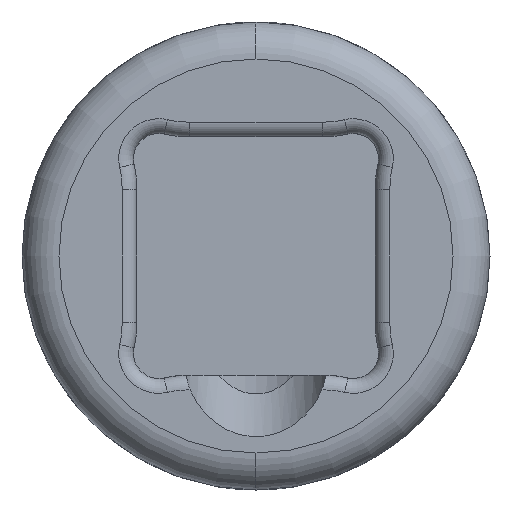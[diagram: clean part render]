
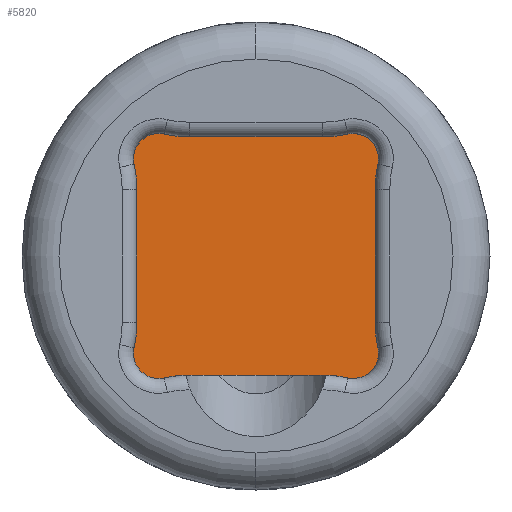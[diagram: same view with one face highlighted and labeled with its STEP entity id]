
A CAD part, left-side view. The second image highlights one B-rep face of the part: STEP entity #5820.
In plain terms, the highlighted planar face has unit normal (-1, 0, 0).
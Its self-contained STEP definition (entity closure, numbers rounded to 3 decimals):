
#2674=DIRECTION('',(0.,-1.,0.));
#2675=VECTOR('',#2674,5.367);
#2676=CARTESIAN_POINT('',(-35.,2.683,4.835));
#2677=LINE('',#2676,#2675);
#3103=DIRECTION('',(0.,1.,0.));
#3104=VECTOR('',#3103,5.367);
#3105=CARTESIAN_POINT('',(-35.,-2.683,-4.835));
#3106=LINE('',#3105,#3104);
#3227=CARTESIAN_POINT('',(-35.,-2.683,-9.635));
#3228=DIRECTION('',(1.,0.,0.));
#3229=DIRECTION('',(0.,0.,1.));
#3230=AXIS2_PLACEMENT_3D('',#3227,#3228,#3229);
#3232=CARTESIAN_POINT('',(-35.,2.683,-9.635));
#3233=DIRECTION('',(1.,0.,0.));
#3234=DIRECTION('',(0.,0.217,0.976));
#3235=AXIS2_PLACEMENT_3D('',#3232,#3233,#3234);
#3237=CARTESIAN_POINT('',(-35.,3.949,-3.949));
#3238=DIRECTION('',(-1.,0.,0.));
#3239=DIRECTION('',(0.,0.707,-0.707));
#3240=AXIS2_PLACEMENT_3D('',#3237,#3238,#3239);
#3242=CARTESIAN_POINT('',(-35.,3.949,-3.949));
#3243=DIRECTION('',(-1.,0.,0.));
#3244=DIRECTION('',(0.,0.976,0.217));
#3245=AXIS2_PLACEMENT_3D('',#3242,#3243,#3244);
#3247=CARTESIAN_POINT('',(-35.,9.635,-2.683));
#3248=DIRECTION('',(1.,0.,0.));
#3249=DIRECTION('',(0.,-1.,0.));
#3250=AXIS2_PLACEMENT_3D('',#3247,#3248,#3249);
#3252=CARTESIAN_POINT('',(-35.,9.635,2.683));
#3253=DIRECTION('',(1.,0.,0.));
#3254=DIRECTION('',(0.,-0.976,0.217));
#3255=AXIS2_PLACEMENT_3D('',#3252,#3253,#3254);
#3257=CARTESIAN_POINT('',(-35.,3.949,3.949));
#3258=DIRECTION('',(-1.,0.,0.));
#3259=DIRECTION('',(0.,0.707,0.707));
#3260=AXIS2_PLACEMENT_3D('',#3257,#3258,#3259);
#3262=CARTESIAN_POINT('',(-35.,3.949,3.949));
#3263=DIRECTION('',(-1.,0.,0.));
#3264=DIRECTION('',(0.,-0.217,0.976));
#3265=AXIS2_PLACEMENT_3D('',#3262,#3263,#3264);
#3267=CARTESIAN_POINT('',(-35.,2.683,9.635));
#3268=DIRECTION('',(1.,0.,0.));
#3269=DIRECTION('',(0.,0.,-1.));
#3270=AXIS2_PLACEMENT_3D('',#3267,#3268,#3269);
#3272=CARTESIAN_POINT('',(-35.,-2.683,9.635));
#3273=DIRECTION('',(1.,0.,0.));
#3274=DIRECTION('',(0.,-0.217,-0.976));
#3275=AXIS2_PLACEMENT_3D('',#3272,#3273,#3274);
#3277=CARTESIAN_POINT('',(-35.,-3.949,3.949));
#3278=DIRECTION('',(-1.,0.,0.));
#3279=DIRECTION('',(0.,-1.,0.));
#3280=AXIS2_PLACEMENT_3D('',#3277,#3278,#3279);
#3282=CARTESIAN_POINT('',(-35.,-3.949,3.949));
#3283=DIRECTION('',(-1.,0.,0.));
#3284=DIRECTION('',(0.,-0.976,-0.217));
#3285=AXIS2_PLACEMENT_3D('',#3282,#3283,#3284);
#3287=CARTESIAN_POINT('',(-35.,-9.635,2.683));
#3288=DIRECTION('',(1.,0.,0.));
#3289=DIRECTION('',(0.,0.994,0.109));
#3290=AXIS2_PLACEMENT_3D('',#3287,#3288,#3289);
#3292=CARTESIAN_POINT('',(-35.,-9.635,2.683));
#3293=DIRECTION('',(1.,0.,0.));
#3294=DIRECTION('',(0.,1.,0.));
#3295=AXIS2_PLACEMENT_3D('',#3292,#3293,#3294);
#3297=CARTESIAN_POINT('',(-35.,-9.635,-2.683));
#3298=DIRECTION('',(1.,0.,0.));
#3299=DIRECTION('',(0.,0.994,-0.109));
#3300=AXIS2_PLACEMENT_3D('',#3297,#3298,#3299);
#3302=CARTESIAN_POINT('',(-35.,-9.635,-2.683));
#3303=DIRECTION('',(1.,0.,0.));
#3304=DIRECTION('',(0.,0.976,-0.217));
#3305=AXIS2_PLACEMENT_3D('',#3302,#3303,#3304);
#3307=CARTESIAN_POINT('',(-35.,-3.949,-3.949));
#3308=DIRECTION('',(-1.,0.,0.));
#3309=DIRECTION('',(0.,-1.,0.));
#3310=AXIS2_PLACEMENT_3D('',#3307,#3308,#3309);
#3312=CARTESIAN_POINT('',(-35.,-3.949,-3.949));
#3313=DIRECTION('',(-1.,0.,0.));
#3314=DIRECTION('',(0.,0.217,-0.976));
#3315=AXIS2_PLACEMENT_3D('',#3312,#3313,#3314);
#3333=DIRECTION('',(0.,0.,-1.));
#3334=VECTOR('',#3333,5.367);
#3335=CARTESIAN_POINT('',(-35.,-4.835,2.683));
#3336=LINE('',#3335,#3334);
#3361=DIRECTION('',(0.,0.,1.));
#3362=VECTOR('',#3361,5.367);
#3363=CARTESIAN_POINT('',(-35.,4.835,-2.683));
#3364=LINE('',#3363,#3362);
#4529=CARTESIAN_POINT('',(-35.,-3.726,-4.95));
#4530=VERTEX_POINT('',#4529);
#4531=CARTESIAN_POINT('',(-35.,-2.683,-4.835));
#4532=VERTEX_POINT('',#4531);
#4535=CARTESIAN_POINT('',(-35.,-4.95,-3.726));
#4536=VERTEX_POINT('',#4535);
#4537=CARTESIAN_POINT('',(-35.,-4.974,-3.949));
#4538=VERTEX_POINT('',#4537);
#4539=CARTESIAN_POINT('',(-35.,-4.835,-2.683));
#4540=VERTEX_POINT('',#4539);
#4541=CARTESIAN_POINT('',(-35.,-4.864,-3.208));
#4542=VERTEX_POINT('',#4541);
#4543=CARTESIAN_POINT('',(-35.,-4.835,2.683));
#4544=VERTEX_POINT('',#4543);
#4545=CARTESIAN_POINT('',(-35.,-4.95,3.726));
#4546=VERTEX_POINT('',#4545);
#4547=CARTESIAN_POINT('',(-35.,-4.864,3.208));
#4548=VERTEX_POINT('',#4547);
#4549=CARTESIAN_POINT('',(-35.,-3.726,4.95));
#4550=VERTEX_POINT('',#4549);
#4551=CARTESIAN_POINT('',(-35.,-4.974,3.949));
#4552=VERTEX_POINT('',#4551);
#4553=CARTESIAN_POINT('',(-35.,-2.683,4.835));
#4554=VERTEX_POINT('',#4553);
#4555=CARTESIAN_POINT('',(-35.,2.683,4.835));
#4556=VERTEX_POINT('',#4555);
#4557=CARTESIAN_POINT('',(-35.,3.726,4.95));
#4558=VERTEX_POINT('',#4557);
#4559=CARTESIAN_POINT('',(-35.,4.95,3.726));
#4560=VERTEX_POINT('',#4559);
#4561=CARTESIAN_POINT('',(-35.,4.674,4.674));
#4562=VERTEX_POINT('',#4561);
#4563=CARTESIAN_POINT('',(-35.,4.835,2.683));
#4564=VERTEX_POINT('',#4563);
#4565=CARTESIAN_POINT('',(-35.,4.835,-2.683));
#4566=VERTEX_POINT('',#4565);
#4567=CARTESIAN_POINT('',(-35.,4.95,-3.726));
#4568=VERTEX_POINT('',#4567);
#4569=CARTESIAN_POINT('',(-35.,3.726,-4.95));
#4570=VERTEX_POINT('',#4569);
#4571=CARTESIAN_POINT('',(-35.,4.674,-4.674));
#4572=VERTEX_POINT('',#4571);
#4574=CARTESIAN_POINT('',(-35.,2.683,-4.835));
#4575=VERTEX_POINT('',#4574);
#5773=CARTESIAN_POINT('',(-35.,0.,-4.835));
#5774=DIRECTION('',(-1.,0.,0.));
#5775=DIRECTION('',(0.,1.,0.));
#5776=AXIS2_PLACEMENT_3D('',#5773,#5774,#5775);
#5777=PLANE('',#5776);
#5779=ORIENTED_EDGE('',*,*,#5778,.F.);
#5780=ORIENTED_EDGE('',*,*,#5557,.T.);
#5781=ORIENTED_EDGE('',*,*,#5582,.F.);
#5783=ORIENTED_EDGE('',*,*,#5782,.F.);
#5785=ORIENTED_EDGE('',*,*,#5784,.F.);
#5787=ORIENTED_EDGE('',*,*,#5786,.F.);
#5789=ORIENTED_EDGE('',*,*,#5788,.T.);
#5791=ORIENTED_EDGE('',*,*,#5790,.F.);
#5793=ORIENTED_EDGE('',*,*,#5792,.F.);
#5795=ORIENTED_EDGE('',*,*,#5794,.F.);
#5796=ORIENTED_EDGE('',*,*,#5759,.F.);
#5797=ORIENTED_EDGE('',*,*,#5106,.T.);
#5799=ORIENTED_EDGE('',*,*,#5798,.F.);
#5801=ORIENTED_EDGE('',*,*,#5800,.F.);
#5803=ORIENTED_EDGE('',*,*,#5802,.F.);
#5805=ORIENTED_EDGE('',*,*,#5804,.F.);
#5807=ORIENTED_EDGE('',*,*,#5806,.F.);
#5809=ORIENTED_EDGE('',*,*,#5808,.T.);
#5811=ORIENTED_EDGE('',*,*,#5810,.F.);
#5813=ORIENTED_EDGE('',*,*,#5812,.F.);
#5815=ORIENTED_EDGE('',*,*,#5814,.F.);
#5817=ORIENTED_EDGE('',*,*,#5816,.F.);
#5818=EDGE_LOOP('',(#5779,#5780,#5781,#5783,#5785,#5787,#5789,#5791,#5793,#5795,
#5796,#5797,#5799,#5801,#5803,#5805,#5807,#5809,#5811,#5813,#5815,#5817));
#5819=FACE_OUTER_BOUND('',#5818,.F.);
#5820=ADVANCED_FACE('',(#5819),#5777,.T.);
#3231=CIRCLE('',#3230,4.8);
#3236=CIRCLE('',#3235,4.8);
#3241=CIRCLE('',#3240,1.025);
#3246=CIRCLE('',#3245,1.025);
#3251=CIRCLE('',#3250,4.8);
#3256=CIRCLE('',#3255,4.8);
#3261=CIRCLE('',#3260,1.025);
#3266=CIRCLE('',#3265,1.025);
#3271=CIRCLE('',#3270,4.8);
#3276=CIRCLE('',#3275,4.8);
#3281=CIRCLE('',#3280,1.025);
#3286=CIRCLE('',#3285,1.025);
#3291=CIRCLE('',#3290,4.8);
#3296=CIRCLE('',#3295,4.8);
#3301=CIRCLE('',#3300,4.8);
#3306=CIRCLE('',#3305,4.8);
#3311=CIRCLE('',#3310,1.025);
#3316=CIRCLE('',#3315,1.025);
#5106=EDGE_CURVE('',#4556,#4554,#2677,.T.);
#5557=EDGE_CURVE('',#4532,#4575,#3106,.T.);
#5582=EDGE_CURVE('',#4570,#4575,#3236,.T.);
#5759=EDGE_CURVE('',#4556,#4558,#3271,.T.);
#5778=EDGE_CURVE('',#4532,#4530,#3231,.T.);
#5782=EDGE_CURVE('',#4572,#4570,#3241,.T.);
#5784=EDGE_CURVE('',#4568,#4572,#3246,.T.);
#5786=EDGE_CURVE('',#4566,#4568,#3251,.T.);
#5788=EDGE_CURVE('',#4566,#4564,#3364,.T.);
#5790=EDGE_CURVE('',#4560,#4564,#3256,.T.);
#5792=EDGE_CURVE('',#4562,#4560,#3261,.T.);
#5794=EDGE_CURVE('',#4558,#4562,#3266,.T.);
#5798=EDGE_CURVE('',#4550,#4554,#3276,.T.);
#5800=EDGE_CURVE('',#4552,#4550,#3281,.T.);
#5802=EDGE_CURVE('',#4546,#4552,#3286,.T.);
#5804=EDGE_CURVE('',#4548,#4546,#3291,.T.);
#5806=EDGE_CURVE('',#4544,#4548,#3296,.T.);
#5808=EDGE_CURVE('',#4544,#4540,#3336,.T.);
#5810=EDGE_CURVE('',#4542,#4540,#3301,.T.);
#5812=EDGE_CURVE('',#4536,#4542,#3306,.T.);
#5814=EDGE_CURVE('',#4538,#4536,#3311,.T.);
#5816=EDGE_CURVE('',#4530,#4538,#3316,.T.);
